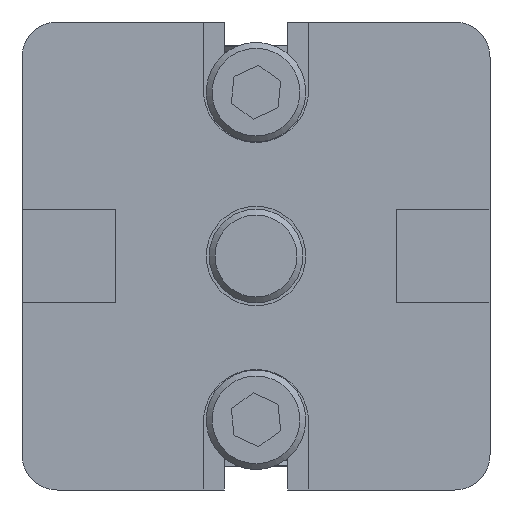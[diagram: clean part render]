
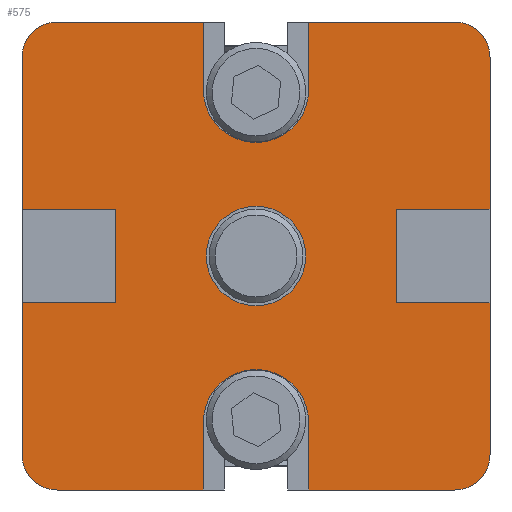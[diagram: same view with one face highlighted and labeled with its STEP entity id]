
A CAD part, front view. The second image highlights one B-rep face of the part: STEP entity #575.
In plain terms, the highlighted planar face has unit normal (0, -1, 0).
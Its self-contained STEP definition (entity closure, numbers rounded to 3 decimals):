
#112=CARTESIAN_POINT('',(-40.0,0.0,24.0));
#113=VERTEX_POINT('',#112);
#114=CARTESIAN_POINT('',(-32.0,0.0,24.));
#115=VERTEX_POINT('',#114);
#116=CARTESIAN_POINT('',(-40.0,0.0,24.0));
#117=DIRECTION('',(1.0,0.0,0.0));
#118=VECTOR('',#117,8.0);
#119=LINE('',#116,#118);
#120=EDGE_CURVE('',#113,#115,#119,.T.);
#152=CARTESIAN_POINT('',(-32.0,0.0,16.0));
#153=VERTEX_POINT('',#152);
#154=CARTESIAN_POINT('',(-32.0,0.0,24.));
#155=DIRECTION('',(0.0,0.0,-1.0));
#156=VECTOR('',#155,8.);
#157=LINE('',#154,#156);
#158=EDGE_CURVE('',#115,#153,#157,.T.);
#183=CARTESIAN_POINT('',(-40.0,0.0,16.0));
#184=VERTEX_POINT('',#183);
#185=CARTESIAN_POINT('',(-32.0,0.0,16.0));
#186=DIRECTION('',(-1.0,0.0,0.0));
#187=VECTOR('',#186,8.0);
#188=LINE('',#185,#187);
#189=EDGE_CURVE('',#153,#184,#188,.T.);
#231=CARTESIAN_POINT('',(0.0,0.0,16.0));
#232=VERTEX_POINT('',#231);
#233=CARTESIAN_POINT('',(-8.,0.0,16.0));
#234=VERTEX_POINT('',#233);
#235=CARTESIAN_POINT('',(0.0,0.0,16.0));
#236=DIRECTION('',(-1.0,0.0,0.0));
#237=VECTOR('',#236,8.);
#238=LINE('',#235,#237);
#239=EDGE_CURVE('',#232,#234,#238,.T.);
#271=CARTESIAN_POINT('',(-8.,0.0,24.0));
#272=VERTEX_POINT('',#271);
#273=CARTESIAN_POINT('',(-8.,0.0,16.0));
#274=DIRECTION('',(0.0,0.0,1.0));
#275=VECTOR('',#274,8.);
#276=LINE('',#273,#275);
#277=EDGE_CURVE('',#234,#272,#276,.T.);
#302=CARTESIAN_POINT('',(0.,0.0,24.));
#303=VERTEX_POINT('',#302);
#304=CARTESIAN_POINT('',(-8.,0.0,24.0));
#305=DIRECTION('',(1.0,0.0,0.0));
#306=VECTOR('',#305,8.0);
#307=LINE('',#304,#306);
#308=EDGE_CURVE('',#272,#303,#307,.T.);
#361=CARTESIAN_POINT('',(-3.,0.0,40.0));
#362=VERTEX_POINT('',#361);
#369=CARTESIAN_POINT('',(0.0,0.0,37.0));
#370=VERTEX_POINT('',#369);
#371=CARTESIAN_POINT('',(-3.0,0.0,37.0));
#372=DIRECTION('',(0.0,1.0,0.0));
#373=DIRECTION('',(0.707,0.0,0.707));
#374=AXIS2_PLACEMENT_3D('',#371,#372,#373);
#375=CIRCLE('',#374,3.0);
#376=EDGE_CURVE('',#362,#370,#375,.T.);
#393=CARTESIAN_POINT('',(0.0,0.0,37.0));
#394=DIRECTION('',(0.0,0.0,-1.0));
#395=VECTOR('',#394,13.);
#396=LINE('',#393,#395);
#397=EDGE_CURVE('',#370,#303,#396,.T.);
#402=CARTESIAN_POINT('',(0.0,0.0,3.));
#403=VERTEX_POINT('',#402);
#404=CARTESIAN_POINT('',(0.0,0.0,16.0));
#405=DIRECTION('',(0.0,0.0,-1.0));
#406=VECTOR('',#405,13.0);
#407=LINE('',#404,#406);
#408=EDGE_CURVE('',#232,#403,#407,.T.);
#427=CARTESIAN_POINT('',(-20.0,0.0,20.0));
#428=DIRECTION('',(0.0,1.0,0.0));
#429=DIRECTION('',(0.0,0.0,1.0));
#430=AXIS2_PLACEMENT_3D('',#427,#428,#429);
#431=PLANE('',#430);
#432=ORIENTED_EDGE('',*,*,#189,.T.);
#433=CARTESIAN_POINT('',(-40.0,0.0,3.0));
#434=VERTEX_POINT('',#433);
#435=CARTESIAN_POINT('',(-40.0,0.0,3.0));
#436=DIRECTION('',(0.0,0.0,1.0));
#437=VECTOR('',#436,13.0);
#438=LINE('',#435,#437);
#439=EDGE_CURVE('',#434,#184,#438,.T.);
#440=ORIENTED_EDGE('',*,*,#439,.F.);
#441=CARTESIAN_POINT('',(-37.0,0.0,0.0));
#442=VERTEX_POINT('',#441);
#443=CARTESIAN_POINT('',(-37.0,0.0,3.0));
#444=DIRECTION('',(0.0,1.0,0.0));
#445=DIRECTION('',(-0.707,0.0,-0.707));
#446=AXIS2_PLACEMENT_3D('',#443,#444,#445);
#447=CIRCLE('',#446,3.0);
#448=EDGE_CURVE('',#442,#434,#447,.T.);
#449=ORIENTED_EDGE('',*,*,#448,.F.);
#450=CARTESIAN_POINT('',(-24.5,0.0,0.0));
#451=VERTEX_POINT('',#450);
#452=CARTESIAN_POINT('',(-24.5,0.0,0.0));
#453=DIRECTION('',(-1.0,0.0,0.0));
#454=VECTOR('',#453,12.5);
#455=LINE('',#452,#454);
#456=EDGE_CURVE('',#451,#442,#455,.T.);
#457=ORIENTED_EDGE('',*,*,#456,.F.);
#458=CARTESIAN_POINT('',(-24.5,0.0,5.8));
#459=VERTEX_POINT('',#458);
#460=CARTESIAN_POINT('',(-24.5,0.0,0.0));
#461=DIRECTION('',(0.0,0.0,1.0));
#462=VECTOR('',#461,5.8);
#463=LINE('',#460,#462);
#464=EDGE_CURVE('',#451,#459,#463,.T.);
#465=ORIENTED_EDGE('',*,*,#464,.T.);
#466=CARTESIAN_POINT('',(-15.5,0.0,5.8));
#467=VERTEX_POINT('',#466);
#468=CARTESIAN_POINT('',(-20.0,0.0,5.8));
#469=DIRECTION('',(0.0,1.0,0.0));
#470=DIRECTION('',(1.0,0.0,0.0));
#471=AXIS2_PLACEMENT_3D('',#468,#469,#470);
#472=CIRCLE('',#471,4.5);
#473=EDGE_CURVE('',#459,#467,#472,.T.);
#474=ORIENTED_EDGE('',*,*,#473,.T.);
#475=CARTESIAN_POINT('',(-15.5,0.0,0.0));
#476=VERTEX_POINT('',#475);
#477=CARTESIAN_POINT('',(-15.5,0.0,5.8));
#478=DIRECTION('',(0.0,0.0,-1.0));
#479=VECTOR('',#478,5.8);
#480=LINE('',#477,#479);
#481=EDGE_CURVE('',#467,#476,#480,.T.);
#482=ORIENTED_EDGE('',*,*,#481,.T.);
#483=CARTESIAN_POINT('',(-3.0,0.0,0.0));
#484=VERTEX_POINT('',#483);
#485=CARTESIAN_POINT('',(-3.0,0.0,0.0));
#486=DIRECTION('',(-1.0,0.0,0.0));
#487=VECTOR('',#486,12.5);
#488=LINE('',#485,#487);
#489=EDGE_CURVE('',#484,#476,#488,.T.);
#490=ORIENTED_EDGE('',*,*,#489,.F.);
#491=CARTESIAN_POINT('',(-3.0,0.0,3.0));
#492=DIRECTION('',(0.0,1.0,0.0));
#493=DIRECTION('',(0.707,0.0,-0.707));
#494=AXIS2_PLACEMENT_3D('',#491,#492,#493);
#495=CIRCLE('',#494,3.);
#496=EDGE_CURVE('',#403,#484,#495,.T.);
#497=ORIENTED_EDGE('',*,*,#496,.F.);
#498=ORIENTED_EDGE('',*,*,#408,.F.);
#499=ORIENTED_EDGE('',*,*,#239,.T.);
#500=ORIENTED_EDGE('',*,*,#277,.T.);
#501=ORIENTED_EDGE('',*,*,#308,.T.);
#502=ORIENTED_EDGE('',*,*,#397,.F.);
#503=ORIENTED_EDGE('',*,*,#376,.F.);
#504=CARTESIAN_POINT('',(-15.5,0.0,40.0));
#505=VERTEX_POINT('',#504);
#506=CARTESIAN_POINT('',(-15.5,0.0,40.0));
#507=DIRECTION('',(1.0,0.0,0.0));
#508=VECTOR('',#507,12.5);
#509=LINE('',#506,#508);
#510=EDGE_CURVE('',#505,#362,#509,.T.);
#511=ORIENTED_EDGE('',*,*,#510,.F.);
#512=CARTESIAN_POINT('',(-15.5,0.0,34.2));
#513=VERTEX_POINT('',#512);
#514=CARTESIAN_POINT('',(-15.5,0.0,40.0));
#515=DIRECTION('',(0.0,0.0,-1.0));
#516=VECTOR('',#515,5.8);
#517=LINE('',#514,#516);
#518=EDGE_CURVE('',#505,#513,#517,.T.);
#519=ORIENTED_EDGE('',*,*,#518,.T.);
#520=CARTESIAN_POINT('',(-24.5,0.0,34.2));
#521=VERTEX_POINT('',#520);
#522=CARTESIAN_POINT('',(-20.0,0.0,34.2));
#523=DIRECTION('',(0.0,1.0,0.0));
#524=DIRECTION('',(1.0,0.0,0.0));
#525=AXIS2_PLACEMENT_3D('',#522,#523,#524);
#526=CIRCLE('',#525,4.5);
#527=EDGE_CURVE('',#513,#521,#526,.T.);
#528=ORIENTED_EDGE('',*,*,#527,.T.);
#529=CARTESIAN_POINT('',(-24.5,0.0,40.0));
#530=VERTEX_POINT('',#529);
#531=CARTESIAN_POINT('',(-24.5,0.0,34.2));
#532=DIRECTION('',(0.0,0.0,1.0));
#533=VECTOR('',#532,5.8);
#534=LINE('',#531,#533);
#535=EDGE_CURVE('',#521,#530,#534,.T.);
#536=ORIENTED_EDGE('',*,*,#535,.T.);
#537=CARTESIAN_POINT('',(-37.0,0.0,40.0));
#538=VERTEX_POINT('',#537);
#539=CARTESIAN_POINT('',(-37.0,0.0,40.0));
#540=DIRECTION('',(1.0,0.0,0.0));
#541=VECTOR('',#540,12.5);
#542=LINE('',#539,#541);
#543=EDGE_CURVE('',#538,#530,#542,.T.);
#544=ORIENTED_EDGE('',*,*,#543,.F.);
#545=CARTESIAN_POINT('',(-40.0,0.0,37.0));
#546=VERTEX_POINT('',#545);
#547=CARTESIAN_POINT('',(-37.0,0.0,37.0));
#548=DIRECTION('',(0.0,1.0,0.0));
#549=DIRECTION('',(-0.707,0.0,0.707));
#550=AXIS2_PLACEMENT_3D('',#547,#548,#549);
#551=CIRCLE('',#550,3.0);
#552=EDGE_CURVE('',#546,#538,#551,.T.);
#553=ORIENTED_EDGE('',*,*,#552,.F.);
#554=CARTESIAN_POINT('',(-40.0,0.0,24.0));
#555=DIRECTION('',(0.0,0.0,1.0));
#556=VECTOR('',#555,13.0);
#557=LINE('',#554,#556);
#558=EDGE_CURVE('',#113,#546,#557,.T.);
#559=ORIENTED_EDGE('',*,*,#558,.F.);
#560=ORIENTED_EDGE('',*,*,#120,.T.);
#561=ORIENTED_EDGE('',*,*,#158,.T.);
#562=EDGE_LOOP('',(#432,#440,#449,#457,#465,#474,#482,#490,#497,#498,#499,#500,#501,#502,#503,#511,#519,#528,#536,#544,#553,#559,#560,#561));
#563=FACE_OUTER_BOUND('',#562,.T.);
#564=CARTESIAN_POINT('',(-24.25,0.0,20.0));
#565=VERTEX_POINT('',#564);
#566=CARTESIAN_POINT('',(-20.0,0.0,20.0));
#567=DIRECTION('',(0.0,1.0,0.0));
#568=DIRECTION('',(1.0,0.0,0.0));
#569=AXIS2_PLACEMENT_3D('',#566,#567,#568);
#570=CIRCLE('',#569,4.25);
#571=EDGE_CURVE('',#565,#565,#570,.T.);
#572=ORIENTED_EDGE('',*,*,#571,.T.);
#573=EDGE_LOOP('',(#572));
#574=FACE_BOUND('',#573,.T.);
#575=ADVANCED_FACE('',(#563,#574),#431,.F.);
